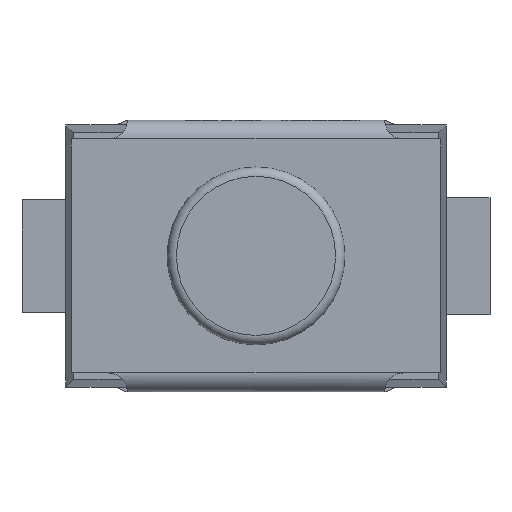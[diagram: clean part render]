
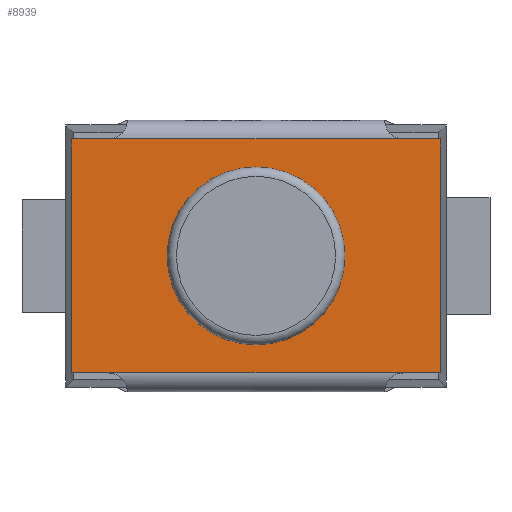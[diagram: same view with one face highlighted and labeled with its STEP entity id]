
A CAD part, top view. The second image highlights one B-rep face of the part: STEP entity #8939.
In plain terms, the highlighted planar face has unit normal (0, 0, 1).
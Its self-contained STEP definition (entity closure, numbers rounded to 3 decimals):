
#280=FACE_BOUND('',#3370,.T.);
#555=PLANE('',#9472);
#1092=LINE('',#13319,#2092);
#1098=LINE('',#13330,#2098);
#1099=LINE('',#13334,#2099);
#1100=LINE('',#13335,#2100);
#1101=LINE('',#13337,#2101);
#1102=LINE('',#13339,#2102);
#1103=LINE('',#13340,#2103);
#1104=LINE('',#13341,#2104);
#2092=VECTOR('',#10198,1.);
#2098=VECTOR('',#10210,1.);
#2099=VECTOR('',#10213,1.);
#2100=VECTOR('',#10214,1.);
#2101=VECTOR('',#10215,1.);
#2102=VECTOR('',#10216,1.);
#2103=VECTOR('',#10217,1.);
#2104=VECTOR('',#10218,1.);
#2889=FACE_OUTER_BOUND('',#3369,.T.);
#3369=EDGE_LOOP('',(#6390,#6391,#6392,#6393,#6394,#6395,#6396,#6397));
#3370=EDGE_LOOP('',(#6398));
#3815=CIRCLE('',#9429,0.95);
#3819=VERTEX_POINT('',#11701);
#4058=VERTEX_POINT('',#12866);
#4060=VERTEX_POINT('',#12950);
#4062=VERTEX_POINT('',#13064);
#4069=VERTEX_POINT('',#13202);
#4090=VERTEX_POINT('',#13332);
#4091=VERTEX_POINT('',#13333);
#4092=VERTEX_POINT('',#13336);
#4093=VERTEX_POINT('',#13338);
#4682=EDGE_CURVE('',#3819,#3819,#3815,.T.);
#4998=EDGE_CURVE('',#4062,#4069,#1092,.T.);
#5004=EDGE_CURVE('',#4060,#4058,#1098,.T.);
#5005=EDGE_CURVE('',#4090,#4091,#1099,.T.);
#5006=EDGE_CURVE('',#4091,#4062,#1100,.T.);
#5007=EDGE_CURVE('',#4069,#4092,#1101,.T.);
#5008=EDGE_CURVE('',#4092,#4093,#1102,.T.);
#5009=EDGE_CURVE('',#4093,#4060,#1103,.T.);
#5010=EDGE_CURVE('',#4090,#4058,#1104,.T.);
#6390=ORIENTED_EDGE('',*,*,#5005,.T.);
#6391=ORIENTED_EDGE('',*,*,#5006,.T.);
#6392=ORIENTED_EDGE('',*,*,#4998,.T.);
#6393=ORIENTED_EDGE('',*,*,#5007,.T.);
#6394=ORIENTED_EDGE('',*,*,#5008,.T.);
#6395=ORIENTED_EDGE('',*,*,#5009,.T.);
#6396=ORIENTED_EDGE('',*,*,#5004,.T.);
#6397=ORIENTED_EDGE('',*,*,#5010,.F.);
#6398=ORIENTED_EDGE('',*,*,#4682,.F.);
#8939=ADVANCED_FACE('',(#2889,#280),#555,.T.);
#9429=AXIS2_PLACEMENT_3D('',#11702,#9862,#9863);
#9472=AXIS2_PLACEMENT_3D('',#13331,#10211,#10212);
#9862=DIRECTION('center_axis',(0.,0.,1.));
#9863=DIRECTION('ref_axis',(1.,0.,0.));
#10198=DIRECTION('',(1.,0.,0.));
#10210=DIRECTION('',(-1.,0.,0.));
#10211=DIRECTION('center_axis',(0.,0.,1.));
#10212=DIRECTION('ref_axis',(1.,0.,0.));
#10213=DIRECTION('',(0.,-1.,0.));
#10214=DIRECTION('',(1.,0.,0.));
#10215=DIRECTION('',(1.,0.,0.));
#10216=DIRECTION('',(0.,1.,0.));
#10217=DIRECTION('',(-1.,0.,0.));
#10218=DIRECTION('',(1.,0.,0.));
#11701=CARTESIAN_POINT('',(0.95,0.,1.51));
#11702=CARTESIAN_POINT('Origin',(0.,0.,1.51));
#12866=CARTESIAN_POINT('',(-1.575,1.25,1.51));
#12950=CARTESIAN_POINT('',(1.575,1.25,1.51));
#13064=CARTESIAN_POINT('',(-1.575,-1.25,1.51));
#13202=CARTESIAN_POINT('',(1.575,-1.25,1.51));
#13319=CARTESIAN_POINT('',(-1.975,-1.25,1.51));
#13330=CARTESIAN_POINT('',(1.975,1.25,1.51));
#13331=CARTESIAN_POINT('Origin',(0.,0.,1.51));
#13332=CARTESIAN_POINT('',(-1.975,1.25,1.51));
#13333=CARTESIAN_POINT('',(-1.975,-1.25,1.51));
#13334=CARTESIAN_POINT('',(-1.975,1.45,1.51));
#13335=CARTESIAN_POINT('',(-1.975,-1.25,1.51));
#13336=CARTESIAN_POINT('',(1.975,-1.25,1.51));
#13337=CARTESIAN_POINT('',(-1.975,-1.25,1.51));
#13338=CARTESIAN_POINT('',(1.975,1.25,1.51));
#13339=CARTESIAN_POINT('',(1.975,1.45,1.51));
#13340=CARTESIAN_POINT('',(1.975,1.25,1.51));
#13341=CARTESIAN_POINT('',(-1.975,1.25,1.51));
